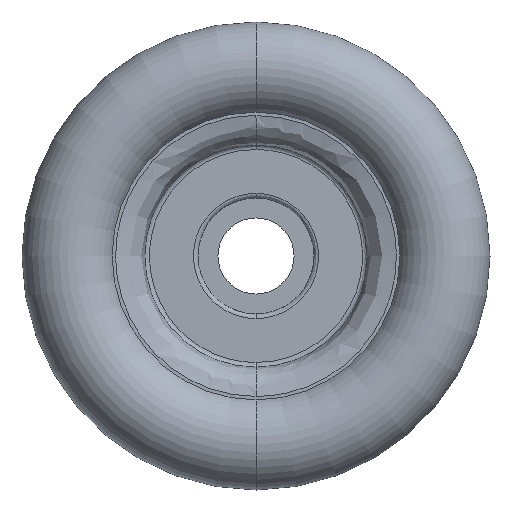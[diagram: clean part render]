
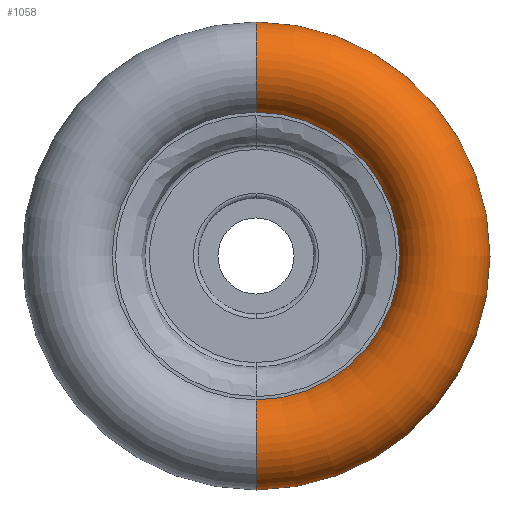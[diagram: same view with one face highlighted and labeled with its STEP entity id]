
A CAD part, front view. The second image highlights one B-rep face of the part: STEP entity #1058.
In plain terms, the highlighted toroidal (fillet/blend) face has major radius 32 mm and minor radius 8 mm.
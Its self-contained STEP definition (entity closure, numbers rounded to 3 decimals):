
#3 = EDGE_CURVE ( 'NONE', #1079, #1557, #334, .T. ) ;
#48 = CARTESIAN_POINT ( 'NONE',  ( -20., 6.245, 0. ) ) ;
#178 = CARTESIAN_POINT ( 'NONE',  ( -20., 0., 0. ) ) ;
#242 = ORIENTED_EDGE ( 'NONE', *, *, #1215, .F. ) ;
#272 = TOROIDAL_SURFACE ( 'NONE', #1201, 32., 8. ) ;
#300 = CIRCLE ( 'NONE', #1548, 37. ) ;
#317 = CARTESIAN_POINT ( 'NONE',  ( -20., 6.245, -37. ) ) ;
#334 = CIRCLE ( 'NONE', #859, 8. ) ;
#414 = FACE_OUTER_BOUND ( 'NONE', #1017, .T. ) ;
#417 = AXIS2_PLACEMENT_3D ( 'NONE', #2169, #626, #973 ) ;
#444 = ORIENTED_EDGE ( 'NONE', *, *, #3, .T. ) ;
#549 = CARTESIAN_POINT ( 'NONE',  ( -20., -3., -24.584 ) ) ;
#584 = CIRCLE ( 'NONE', #1531, 24.584 ) ;
#626 = DIRECTION ( 'NONE',  ( -1., 0., 0. ) ) ;
#723 = CARTESIAN_POINT ( 'NONE',  ( -20., -3., 24.584 ) ) ;
#805 = DIRECTION ( 'NONE',  ( 0., 0., -1. ) ) ;
#859 = AXIS2_PLACEMENT_3D ( 'NONE', #1678, #1853, #805 ) ;
#973 = DIRECTION ( 'NONE',  ( 0., 0., 1. ) ) ;
#1017 = EDGE_LOOP ( 'NONE', ( #1375, #444, #242, #1127 ) ) ;
#1023 = DIRECTION ( 'NONE',  ( 0., -1., 0. ) ) ;
#1036 = CARTESIAN_POINT ( 'NONE',  ( -20., 6.245, 37. ) ) ;
#1058 = ADVANCED_FACE ( 'NONE', ( #414 ), #272, .T. ) ;
#1079 = VERTEX_POINT ( 'NONE', #549 ) ;
#1127 = ORIENTED_EDGE ( 'NONE', *, *, #1940, .F. ) ;
#1154 = VERTEX_POINT ( 'NONE', #723 ) ;
#1201 = AXIS2_PLACEMENT_3D ( 'NONE', #178, #1926, #2102 ) ;
#1215 = EDGE_CURVE ( 'NONE', #1897, #1557, #300, .T. ) ;
#1295 = DIRECTION ( 'NONE',  ( 0., 0., -1. ) ) ;
#1375 = ORIENTED_EDGE ( 'NONE', *, *, #1863, .F. ) ;
#1383 = CARTESIAN_POINT ( 'NONE',  ( -20., -3., 0. ) ) ;
#1470 = CIRCLE ( 'NONE', #417, 8. ) ;
#1471 = DIRECTION ( 'NONE',  ( 0., 1., 0. ) ) ;
#1531 = AXIS2_PLACEMENT_3D ( 'NONE', #1383, #1023, #1914 ) ;
#1548 = AXIS2_PLACEMENT_3D ( 'NONE', #48, #1471, #1295 ) ;
#1557 = VERTEX_POINT ( 'NONE', #317 ) ;
#1678 = CARTESIAN_POINT ( 'NONE',  ( -20., 0., -32. ) ) ;
#1853 = DIRECTION ( 'NONE',  ( 1., 0., 0. ) ) ;
#1863 = EDGE_CURVE ( 'NONE', #1079, #1154, #584, .T. ) ;
#1897 = VERTEX_POINT ( 'NONE', #1036 ) ;
#1914 = DIRECTION ( 'NONE',  ( 0., 0., 1. ) ) ;
#1926 = DIRECTION ( 'NONE',  ( 0., 1., 0. ) ) ;
#1940 = EDGE_CURVE ( 'NONE', #1154, #1897, #1470, .T. ) ;
#2102 = DIRECTION ( 'NONE',  ( 0., 0., 1. ) ) ;
#2169 = CARTESIAN_POINT ( 'NONE',  ( -20., 0., 32. ) ) ;
